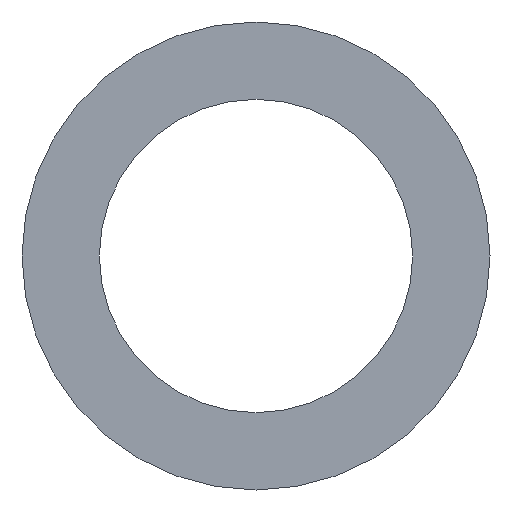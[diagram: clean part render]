
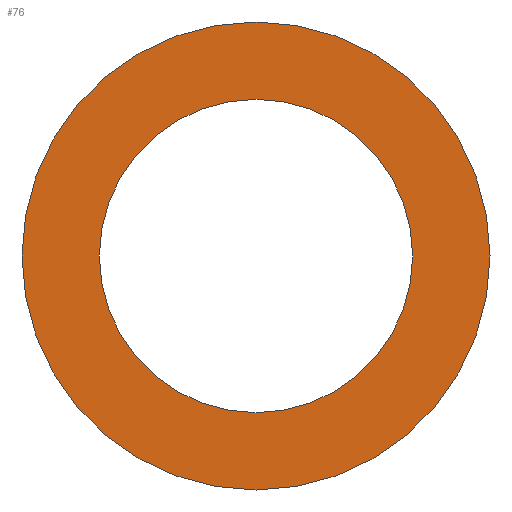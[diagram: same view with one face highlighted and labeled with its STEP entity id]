
A CAD part, left-side view. The second image highlights one B-rep face of the part: STEP entity #76.
In plain terms, the highlighted planar face has unit normal (-1, 0, 0).
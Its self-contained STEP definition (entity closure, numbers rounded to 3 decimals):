
#76 = ADVANCED_FACE( '', ( #87, #88 ), #89, .T. );
#87 = FACE_BOUND( '', #111, .T. );
#88 = FACE_OUTER_BOUND( '', #112, .T. );
#89 = PLANE( '', #113 );
#111 = EDGE_LOOP( '', ( #137 ) );
#112 = EDGE_LOOP( '', ( #138 ) );
#113 = AXIS2_PLACEMENT_3D( '', #139, #140, #141 );
#137 = ORIENTED_EDGE( '', *, *, #174, .T. );
#138 = ORIENTED_EDGE( '', *, *, #172, .F. );
#139 = CARTESIAN_POINT( '', ( -5., 0., 62.5 ) );
#140 = DIRECTION( '', ( -1., 0., 0. ) );
#141 = DIRECTION( '', ( 0., 0., 1. ) );
#172 = EDGE_CURVE( '', #180, #180, #181, .T. );
#174 = EDGE_CURVE( '', #184, #184, #185, .T. );
#180 = VERTEX_POINT( '', #196 );
#181 = CIRCLE( '', #197, 62.5 );
#184 = VERTEX_POINT( '', #200 );
#185 = CIRCLE( '', #201, 41.833 );
#196 = CARTESIAN_POINT( '', ( -5., 0., -62.5 ) );
#197 = AXIS2_PLACEMENT_3D( '', #212, #213, #214 );
#200 = CARTESIAN_POINT( '', ( -5., 0., -41.833 ) );
#201 = AXIS2_PLACEMENT_3D( '', #218, #219, #220 );
#212 = CARTESIAN_POINT( '', ( -5., 0., 0. ) );
#213 = DIRECTION( '', ( 1., 0., 0. ) );
#214 = DIRECTION( '', ( 0., 0., -1. ) );
#218 = CARTESIAN_POINT( '', ( -5., 0., 0. ) );
#219 = DIRECTION( '', ( 1., 0., 0. ) );
#220 = DIRECTION( '', ( 0., 0., -1. ) );
